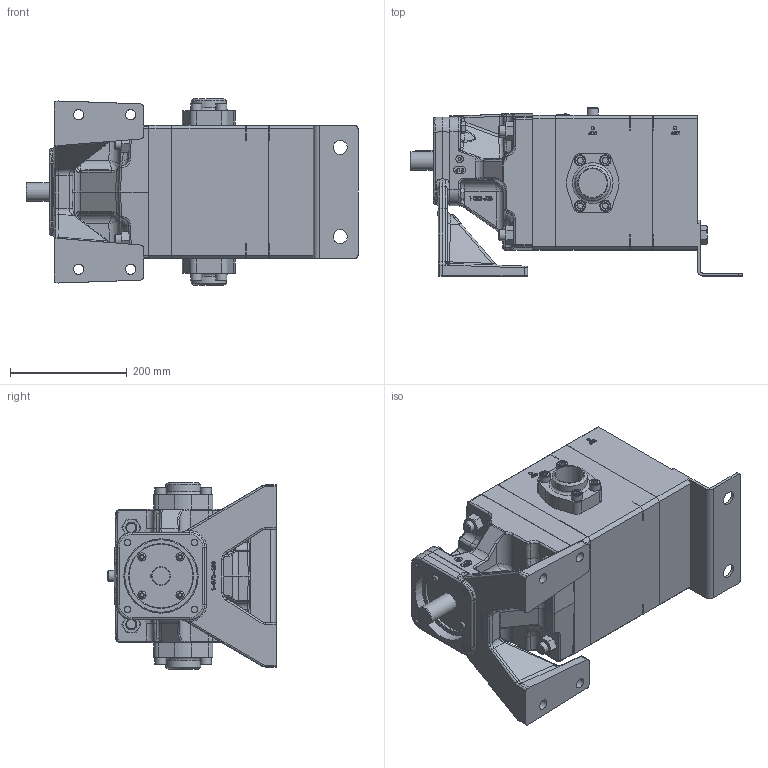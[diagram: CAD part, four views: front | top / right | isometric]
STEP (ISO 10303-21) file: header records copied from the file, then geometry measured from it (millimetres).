
FILE_DESCRIPTION (( 'STEP AP214' ), '1' );
FILE_NAME ('GPV-1430-017-U.STEP', '2016-09-15T20:30:28', ( '' ), ( '' ), 'SwSTEP 2.0', 'SolidWorks 2015', '' );
FILE_SCHEMA (( 'AUTOMOTIVE_DESIGN' ));
Length unit declared in the file: inch
Products named in the file (1): GPV-1430-017-U
Bounding box: 567.72 x 287.68 x 318.52 mm (x, y, z)
Volume: 20631857.8 mm3; surface area: 1087756.2 mm2
Topology: 18 solids, 18 shells, 2498 faces, 6107 edges, 3891 vertices
Faces by surface type: plane 1463, bspline 488, cylinder 320, cone 190, sphere 26, torus 11
Full cylindrical faces by diameter (mm): 10.716 x12, 11.139 x2, 11.146 x10, 12.7 x14, 13.487 x8, 13.894 x4, 14.287 x4, 17.526 x4, 19.05 x17, 20.65 x8, 21.438 x4, 24.13 x2, 31.737 x1, 49.301 x2, 50.8 x2, 55.372 x2, 57.15 x2, 60.325 x2, 63.246 x2, 63.546 x2, 109.22 x1, 126.975 x1, 127.089 x1, 190.5 x3
Entity records: 201507 total; most frequent: CARTESIAN_POINT 114983, ORIENTED_EDGE 11554, DIRECTION 9386, EDGE_CURVE 5777, VERTEX_POINT 3829, VECTOR 3782, LINE 3782, EDGE_LOOP 3094
